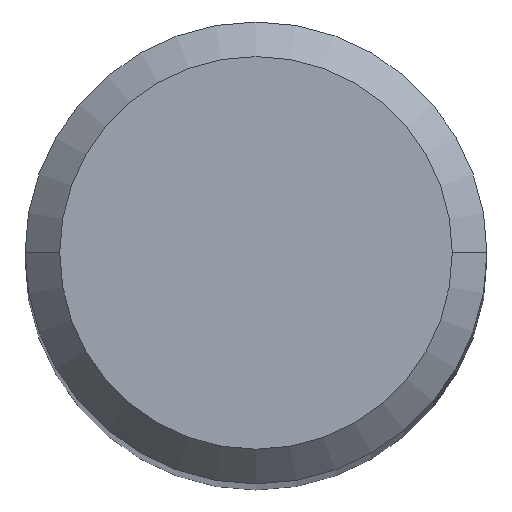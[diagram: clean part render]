
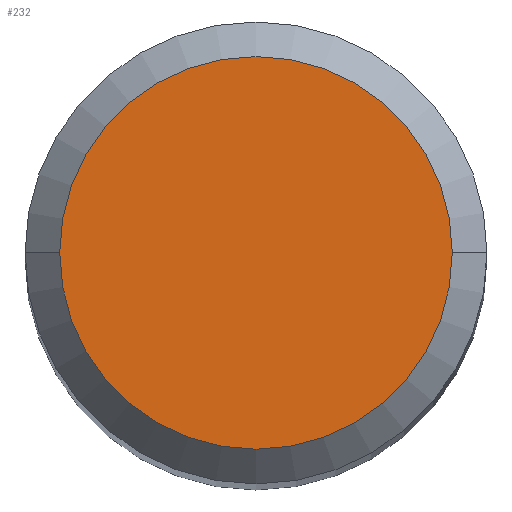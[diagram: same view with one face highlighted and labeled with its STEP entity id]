
A CAD part, top view. The second image highlights one B-rep face of the part: STEP entity #232.
In plain terms, the highlighted planar face has unit normal (0, 0, 1).
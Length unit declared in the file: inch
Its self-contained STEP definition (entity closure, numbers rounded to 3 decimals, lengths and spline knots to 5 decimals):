
#7 = DIRECTION ( 'NONE',  ( 0., 0., 1. ) ) ;
#11 = CIRCLE ( 'NONE', #84, 0.10625 ) ;
#46 = DIRECTION ( 'NONE',  ( 0., 0., 1. ) ) ;
#80 = DIRECTION ( 'NONE',  ( 0., 0., -1. ) ) ;
#84 = AXIS2_PLACEMENT_3D ( 'NONE', #338, #46, #113 ) ;
#113 = DIRECTION ( 'NONE',  ( 1., 0., 0. ) ) ;
#116 = ORIENTED_EDGE ( 'NONE', *, *, #178, .T. ) ;
#157 = ORIENTED_EDGE ( 'NONE', *, *, #231, .T. ) ;
#165 = VERTEX_POINT ( 'NONE', #256 ) ;
#178 = EDGE_CURVE ( 'NONE', #365, #165, #389, .T. ) ;
#181 = FACE_OUTER_BOUND ( 'NONE', #279, .T. ) ;
#221 = CARTESIAN_POINT ( 'NONE',  ( 0., 0., 0. ) ) ;
#231 = EDGE_CURVE ( 'NONE', #165, #365, #11, .T. ) ;
#232 = ADVANCED_FACE ( 'NONE', ( #181 ), #425, .F. ) ;
#247 = CARTESIAN_POINT ( 'NONE',  ( -0.10625, 0., 0. ) ) ;
#256 = CARTESIAN_POINT ( 'NONE',  ( 0.10625, 0., 0. ) ) ;
#257 = AXIS2_PLACEMENT_3D ( 'NONE', #378, #7, #455 ) ;
#270 = DIRECTION ( 'NONE',  ( -1., 0., 0. ) ) ;
#279 = EDGE_LOOP ( 'NONE', ( #116, #157 ) ) ;
#338 = CARTESIAN_POINT ( 'NONE',  ( 0., 0., 0. ) ) ;
#365 = VERTEX_POINT ( 'NONE', #247 ) ;
#378 = CARTESIAN_POINT ( 'NONE',  ( 0., 0., 0. ) ) ;
#389 = CIRCLE ( 'NONE', #257, 0.10625 ) ;
#391 = AXIS2_PLACEMENT_3D ( 'NONE', #221, #80, #270 ) ;
#425 = PLANE ( 'NONE',  #391 ) ;
#455 = DIRECTION ( 'NONE',  ( 1., 0., 0. ) ) ;
